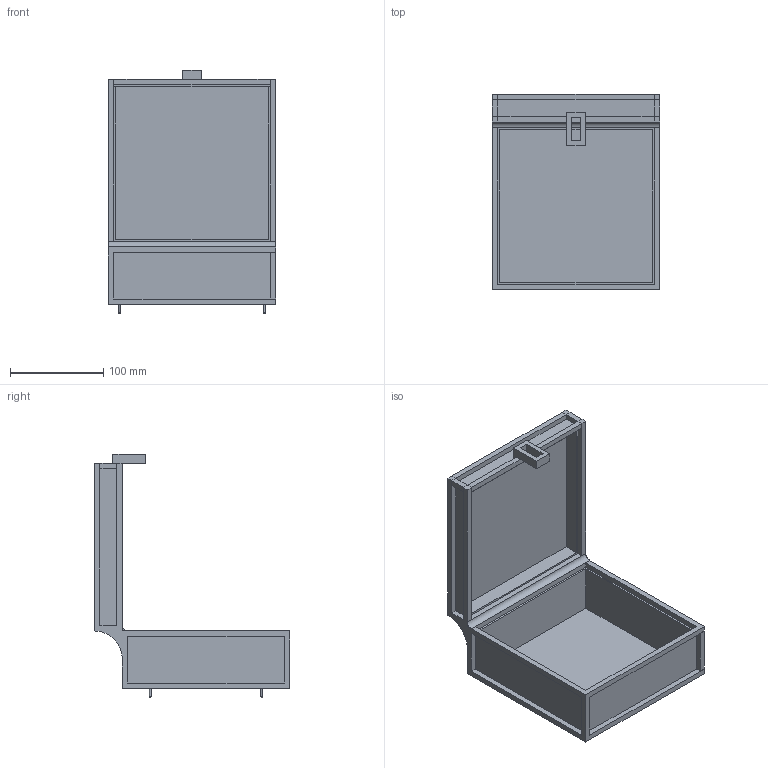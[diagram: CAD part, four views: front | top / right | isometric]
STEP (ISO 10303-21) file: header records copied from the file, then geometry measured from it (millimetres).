
FILE_DESCRIPTION(/* description */ (''),/* implementation_level */ '2;1');
FILE_NAME(/* name */ 'poop-bucket-bucket.step',/* time_stamp */ '2025-08-06T20:59:29+01:00',/* author */ (''),/* organization */ (''),/* preprocessor_version */ 'ST-DEVELOPER v20.1',/* originating_system */ 'Autodesk Translation Framework v14.10.0.0',/* authorisation */ '');
FILE_SCHEMA (('AUTOMOTIVE_DESIGN { 1 0 10303 214 3 1 1 }'));
Length unit declared in the file: millimetre
Products named in the file (1): poop bucket bucket
Bounding box: 180 x 210 x 262 mm (x, y, z)
Volume: 460649.6 mm3; surface area: 297788.4 mm2
Topology: 13 solids, 13 shells, 134 faces, 311 edges, 188 vertices
Faces by surface type: plane 124, cylinder 6, sphere 4
Full cylindrical faces by diameter (mm): 2 x4
Entity records: 3700 total; most frequent: CARTESIAN_POINT 630, ORIENTED_EDGE 614, DIRECTION 593, EDGE_CURVE 307, LINE 291, VECTOR 291, VERTEX_POINT 188, AXIS2_PLACEMENT_3D 151
